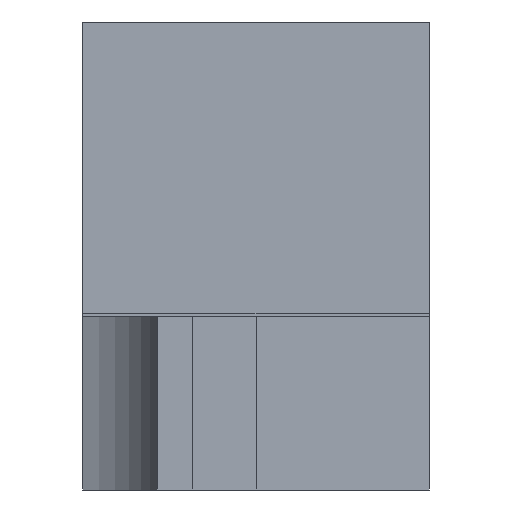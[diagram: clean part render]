
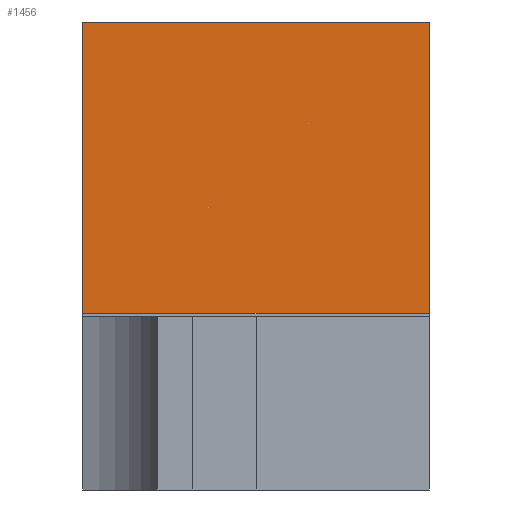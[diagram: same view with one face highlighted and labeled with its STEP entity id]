
A CAD part, left-side view. The second image highlights one B-rep face of the part: STEP entity #1456.
In plain terms, the highlighted planar face has unit normal (-1, 0, 0).
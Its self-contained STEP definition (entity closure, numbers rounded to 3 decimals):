
#10 = EDGE_CURVE ( 'NONE', #3589, #1351, #1140, .T. ) ;
#51 = VECTOR ( 'NONE', #1256, 1000. ) ;
#152 = ORIENTED_EDGE ( 'NONE', *, *, #3594, .F. ) ;
#284 = LINE ( 'NONE', #1886, #2696 ) ;
#360 = CARTESIAN_POINT ( 'NONE',  ( -1.45, -0.5, -0.165 ) ) ;
#460 = VERTEX_POINT ( 'NONE', #3162 ) ;
#687 = DIRECTION ( 'NONE',  ( 0., 0., 1. ) ) ;
#1140 = LINE ( 'NONE', #2616, #2194 ) ;
#1166 = ORIENTED_EDGE ( 'NONE', *, *, #10, .T. ) ;
#1248 = EDGE_CURVE ( 'NONE', #3589, #2625, #284, .T. ) ;
#1256 = DIRECTION ( 'NONE',  ( 0., -1., 0. ) ) ;
#1351 = VERTEX_POINT ( 'NONE', #3101 ) ;
#1456 = ADVANCED_FACE ( 'NONE', ( #1767 ), #3458, .F. ) ;
#1767 = FACE_OUTER_BOUND ( 'NONE', #3146, .T. ) ;
#1785 = AXIS2_PLACEMENT_3D ( 'NONE', #2867, #2832, #3406 ) ;
#1806 = VECTOR ( 'NONE', #687, 1000. ) ;
#1886 = CARTESIAN_POINT ( 'NONE',  ( -1.45, -0.5, -0.165 ) ) ;
#2043 = EDGE_CURVE ( 'NONE', #2625, #460, #3307, .T. ) ;
#2137 = CARTESIAN_POINT ( 'NONE',  ( -1.45, 0.5, 0.675 ) ) ;
#2194 = VECTOR ( 'NONE', #2637, 1000. ) ;
#2432 = DIRECTION ( 'NONE',  ( 0., 1., 0. ) ) ;
#2616 = CARTESIAN_POINT ( 'NONE',  ( -1.45, -0.5, -0.675 ) ) ;
#2625 = VERTEX_POINT ( 'NONE', #2708 ) ;
#2637 = DIRECTION ( 'NONE',  ( 0., 0., 1. ) ) ;
#2696 = VECTOR ( 'NONE', #2432, 1000. ) ;
#2708 = CARTESIAN_POINT ( 'NONE',  ( -1.45, 0.5, -0.165 ) ) ;
#2822 = LINE ( 'NONE', #2137, #51 ) ;
#2832 = DIRECTION ( 'NONE',  ( 1., 0., 0. ) ) ;
#2867 = CARTESIAN_POINT ( 'NONE',  ( -1.45, 0.5, -0.675 ) ) ;
#3101 = CARTESIAN_POINT ( 'NONE',  ( -1.45, -0.5, 0.675 ) ) ;
#3146 = EDGE_LOOP ( 'NONE', ( #3298, #1166, #152, #3516 ) ) ;
#3162 = CARTESIAN_POINT ( 'NONE',  ( -1.45, 0.5, 0.675 ) ) ;
#3298 = ORIENTED_EDGE ( 'NONE', *, *, #1248, .F. ) ;
#3307 = LINE ( 'NONE', #3591, #1806 ) ;
#3406 = DIRECTION ( 'NONE',  ( 0., 0., -1. ) ) ;
#3458 = PLANE ( 'NONE',  #1785 ) ;
#3516 = ORIENTED_EDGE ( 'NONE', *, *, #2043, .F. ) ;
#3589 = VERTEX_POINT ( 'NONE', #360 ) ;
#3591 = CARTESIAN_POINT ( 'NONE',  ( -1.45, 0.5, -0.675 ) ) ;
#3594 = EDGE_CURVE ( 'NONE', #460, #1351, #2822, .T. ) ;
